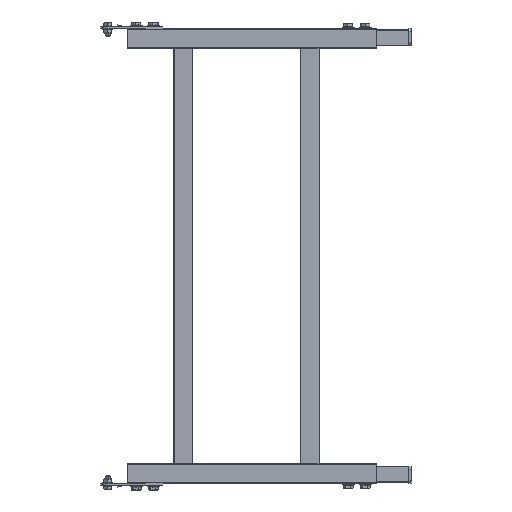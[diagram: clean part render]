
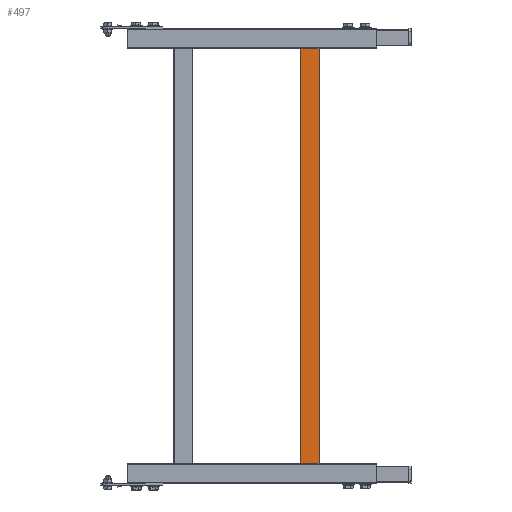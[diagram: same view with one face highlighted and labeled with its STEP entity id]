
A CAD part, left-side view. The second image highlights one B-rep face of the part: STEP entity #497.
In plain terms, the highlighted planar face has unit normal (-1, 0, 0).
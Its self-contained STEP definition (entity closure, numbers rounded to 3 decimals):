
#216 = LINE ( 'NONE', #4875, #3466 ) ;
#497 = ADVANCED_FACE ( 'NONE', ( #1001 ), #8600, .F. ) ;
#560 = VERTEX_POINT ( 'NONE', #3951 ) ;
#632 = DIRECTION ( 'NONE',  ( 0., 0., -1. ) ) ;
#1001 = FACE_OUTER_BOUND ( 'NONE', #3958, .T. ) ;
#1167 = EDGE_CURVE ( 'NONE', #5941, #8265, #216, .T. ) ;
#2199 = CARTESIAN_POINT ( 'NONE',  ( -17., 726., 16. ) ) ;
#2536 = ORIENTED_EDGE ( 'NONE', *, *, #1167, .T. ) ;
#2689 = CARTESIAN_POINT ( 'NONE',  ( -17., 726., -16. ) ) ;
#2865 = AXIS2_PLACEMENT_3D ( 'NONE', #4471, #8839, #632 ) ;
#3125 = EDGE_CURVE ( 'NONE', #5709, #560, #5951, .T. ) ;
#3466 = VECTOR ( 'NONE', #9838, 1000. ) ;
#3951 = CARTESIAN_POINT ( 'NONE',  ( -17., 0., -16. ) ) ;
#3958 = EDGE_LOOP ( 'NONE', ( #6509, #2536, #6499, #7704 ) ) ;
#4471 = CARTESIAN_POINT ( 'NONE',  ( -17., 726., 17. ) ) ;
#4706 = EDGE_CURVE ( 'NONE', #560, #5941, #5895, .T. ) ;
#4740 = DIRECTION ( 'NONE',  ( 0., 0., 1. ) ) ;
#4875 = CARTESIAN_POINT ( 'NONE',  ( -17., 726., 16. ) ) ;
#5222 = DIRECTION ( 'NONE',  ( 0., -1., 0. ) ) ;
#5280 = VECTOR ( 'NONE', #5222, 1000. ) ;
#5709 = VERTEX_POINT ( 'NONE', #7062 ) ;
#5862 = VECTOR ( 'NONE', #9357, 1000. ) ;
#5895 = LINE ( 'NONE', #6440, #7577 ) ;
#5941 = VERTEX_POINT ( 'NONE', #8132 ) ;
#5951 = LINE ( 'NONE', #2689, #5280 ) ;
#6440 = CARTESIAN_POINT ( 'NONE',  ( -17., 0., 17. ) ) ;
#6499 = ORIENTED_EDGE ( 'NONE', *, *, #6552, .F. ) ;
#6509 = ORIENTED_EDGE ( 'NONE', *, *, #4706, .T. ) ;
#6552 = EDGE_CURVE ( 'NONE', #5709, #8265, #9106, .T. ) ;
#7062 = CARTESIAN_POINT ( 'NONE',  ( -17., 726., -16. ) ) ;
#7577 = VECTOR ( 'NONE', #4740, 1000. ) ;
#7704 = ORIENTED_EDGE ( 'NONE', *, *, #3125, .T. ) ;
#8132 = CARTESIAN_POINT ( 'NONE',  ( -17., 0., 16. ) ) ;
#8265 = VERTEX_POINT ( 'NONE', #2199 ) ;
#8600 = PLANE ( 'NONE',  #2865 ) ;
#8839 = DIRECTION ( 'NONE',  ( 1., 0., 0. ) ) ;
#9106 = LINE ( 'NONE', #9283, #5862 ) ;
#9283 = CARTESIAN_POINT ( 'NONE',  ( -17., 726., 17. ) ) ;
#9357 = DIRECTION ( 'NONE',  ( 0., 0., 1. ) ) ;
#9838 = DIRECTION ( 'NONE',  ( 0., 1., 0. ) ) ;
